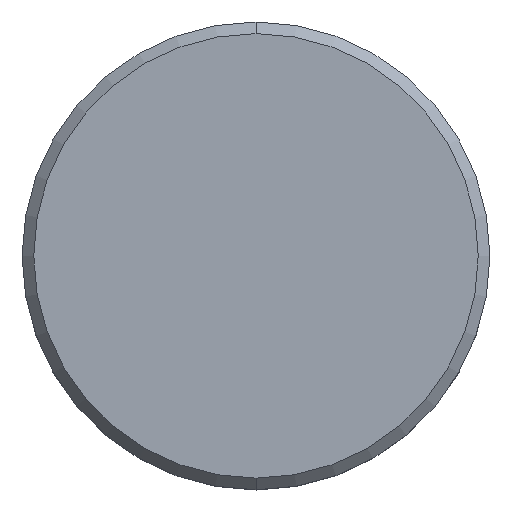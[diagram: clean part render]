
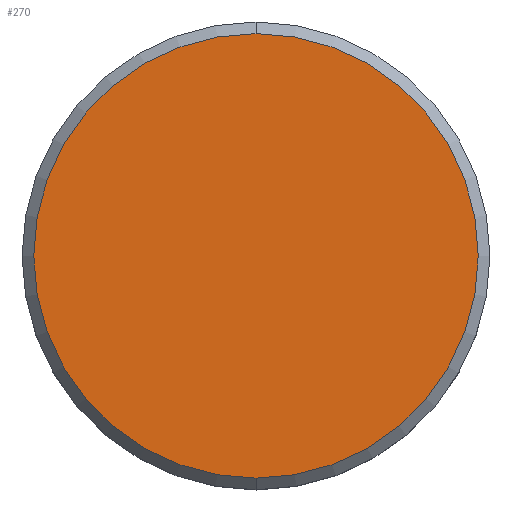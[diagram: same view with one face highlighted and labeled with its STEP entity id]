
A CAD part, top view. The second image highlights one B-rep face of the part: STEP entity #270.
In plain terms, the highlighted planar face has unit normal (0, 0, 1).
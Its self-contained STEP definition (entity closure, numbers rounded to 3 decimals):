
#6 = DIRECTION ( 'NONE',  ( 0., 1., 0. ) ) ;
#7 = FACE_OUTER_BOUND ( 'NONE', #277, .T. ) ;
#10 = EDGE_CURVE ( 'NONE', #697, #554, #586, .T. ) ;
#55 = PLANE ( 'NONE',  #727 ) ;
#95 = DIRECTION ( 'NONE',  ( 0., 0., 1. ) ) ;
#150 = DIRECTION ( 'NONE',  ( 0., -1., 0. ) ) ;
#192 = AXIS2_PLACEMENT_3D ( 'NONE', #322, #95, #150 ) ;
#223 = CARTESIAN_POINT ( 'NONE',  ( 0., 14.331, 53.848 ) ) ;
#270 = ADVANCED_FACE ( 'NONE', ( #7 ), #55, .F. ) ;
#272 = DIRECTION ( 'NONE',  ( 0., 0., -1. ) ) ;
#277 = EDGE_LOOP ( 'NONE', ( #414, #460 ) ) ;
#318 = CARTESIAN_POINT ( 'NONE',  ( 0., 0., 53.848 ) ) ;
#322 = CARTESIAN_POINT ( 'NONE',  ( 0., 0., 53.848 ) ) ;
#332 = DIRECTION ( 'NONE',  ( 0., -1., 0. ) ) ;
#341 = CIRCLE ( 'NONE', #192, 14.331 ) ;
#352 = CARTESIAN_POINT ( 'NONE',  ( 0., 14.331, 53.848 ) ) ;
#390 = DIRECTION ( 'NONE',  ( 0., 0., 1. ) ) ;
#414 = ORIENTED_EDGE ( 'NONE', *, *, #10, .T. ) ;
#460 = ORIENTED_EDGE ( 'NONE', *, *, #654, .T. ) ;
#554 = VERTEX_POINT ( 'NONE', #687 ) ;
#586 = CIRCLE ( 'NONE', #650, 14.331 ) ;
#650 = AXIS2_PLACEMENT_3D ( 'NONE', #318, #390, #332 ) ;
#654 = EDGE_CURVE ( 'NONE', #554, #697, #341, .T. ) ;
#687 = CARTESIAN_POINT ( 'NONE',  ( 0., -14.331, 53.848 ) ) ;
#697 = VERTEX_POINT ( 'NONE', #223 ) ;
#727 = AXIS2_PLACEMENT_3D ( 'NONE', #352, #272, #6 ) ;
